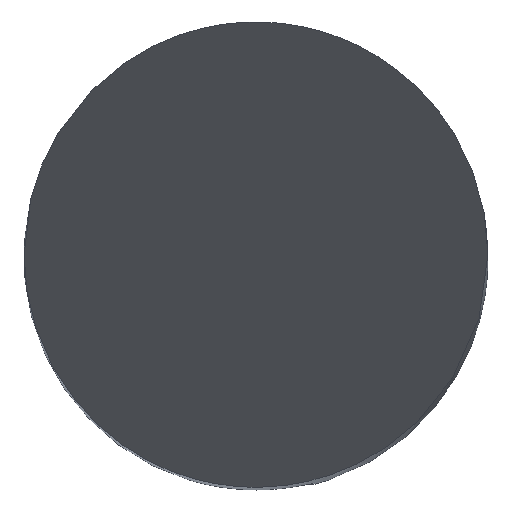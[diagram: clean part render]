
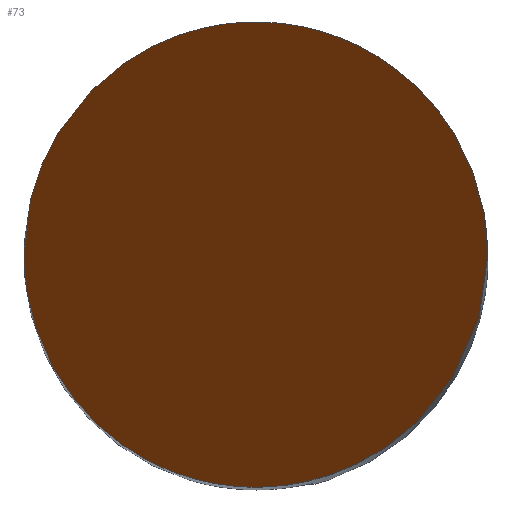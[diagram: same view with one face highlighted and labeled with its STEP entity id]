
A CAD part, top view. The second image highlights one B-rep face of the part: STEP entity #73.
In plain terms, the highlighted planar face has unit normal (0, -0.866, 0.5).
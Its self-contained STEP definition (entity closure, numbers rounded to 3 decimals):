
#30=ELLIPSE('',#493,5.,2.5);
#73=ADVANCED_FACE('',(#107),#93,.F.);
#93=PLANE('',#495);
#107=FACE_OUTER_BOUND('',#132,.T.);
#132=EDGE_LOOP('',(#209,#210,#211,#212));
#209=ORIENTED_EDGE('',*,*,#359,.F.);
#210=ORIENTED_EDGE('',*,*,#358,.F.);
#211=ORIENTED_EDGE('',*,*,#357,.F.);
#212=ORIENTED_EDGE('',*,*,#360,.F.);
#311=VERTEX_POINT('',#801);
#312=VERTEX_POINT('',#802);
#313=VERTEX_POINT('',#807);
#314=VERTEX_POINT('',#812);
#357=EDGE_CURVE('',#311,#312,#30,.T.);
#358=EDGE_CURVE('',#312,#313,#450,.T.);
#359=EDGE_CURVE('',#313,#314,#451,.T.);
#360=EDGE_CURVE('',#314,#311,#452,.T.);
#450=(
BOUNDED_CURVE()
B_SPLINE_CURVE(3,(#803,#804,#805,#806),.UNSPECIFIED.,.F.,.F.)
B_SPLINE_CURVE_WITH_KNOTS((4,4),(0.,1.),.UNSPECIFIED.)
CURVE()
GEOMETRIC_REPRESENTATION_ITEM()
RATIONAL_B_SPLINE_CURVE((1.,0.975,0.975,1.))
REPRESENTATION_ITEM('')
);
#451=(
BOUNDED_CURVE()
B_SPLINE_CURVE(3,(#808,#809,#810,#811),.UNSPECIFIED.,.F.,.F.)
B_SPLINE_CURVE_WITH_KNOTS((4,4),(0.,1.),.UNSPECIFIED.)
CURVE()
GEOMETRIC_REPRESENTATION_ITEM()
RATIONAL_B_SPLINE_CURVE((1.,0.333,0.333,1.))
REPRESENTATION_ITEM('')
);
#452=(
BOUNDED_CURVE()
B_SPLINE_CURVE(3,(#813,#814,#815,#816),.UNSPECIFIED.,.F.,.F.)
B_SPLINE_CURVE_WITH_KNOTS((4,4),(0.,1.),.UNSPECIFIED.)
CURVE()
GEOMETRIC_REPRESENTATION_ITEM()
RATIONAL_B_SPLINE_CURVE((1.,0.975,0.975,1.))
REPRESENTATION_ITEM('')
);
#493=AXIS2_PLACEMENT_3D('',#800,#544,#545);
#495=AXIS2_PLACEMENT_3D('',#818,#548,#549);
#544=DIRECTION('',(0.,0.866,-0.5));
#545=DIRECTION('',(0.,-0.5,-0.866));
#548=DIRECTION('',(0.,0.866,-0.5));
#549=DIRECTION('',(0.,0.5,0.866));
#800=CARTESIAN_POINT('',(0.,0.,0.));
#801=CARTESIAN_POINT('',(-2.136,1.299,2.25));
#802=CARTESIAN_POINT('',(2.136,1.299,2.25));
#803=CARTESIAN_POINT('',(2.136,1.299,2.25));
#804=CARTESIAN_POINT('',(2.376,0.905,1.568));
#805=CARTESIAN_POINT('',(2.5,0.461,0.799));
#806=CARTESIAN_POINT('',(2.5,0.,0.));
#807=CARTESIAN_POINT('',(2.5,0.,0.));
#808=CARTESIAN_POINT('',(2.5,0.,0.));
#809=CARTESIAN_POINT('',(2.5,-5.,-8.66));
#810=CARTESIAN_POINT('',(-2.5,-5.,-8.66));
#811=CARTESIAN_POINT('',(-2.5,0.,0.));
#812=CARTESIAN_POINT('',(-2.5,0.,0.));
#813=CARTESIAN_POINT('',(-2.5,0.,0.));
#814=CARTESIAN_POINT('',(-2.5,0.461,0.799));
#815=CARTESIAN_POINT('',(-2.376,0.905,1.568));
#816=CARTESIAN_POINT('',(-2.136,1.299,2.25));
#818=CARTESIAN_POINT('',(2.5,1.299,2.25));
